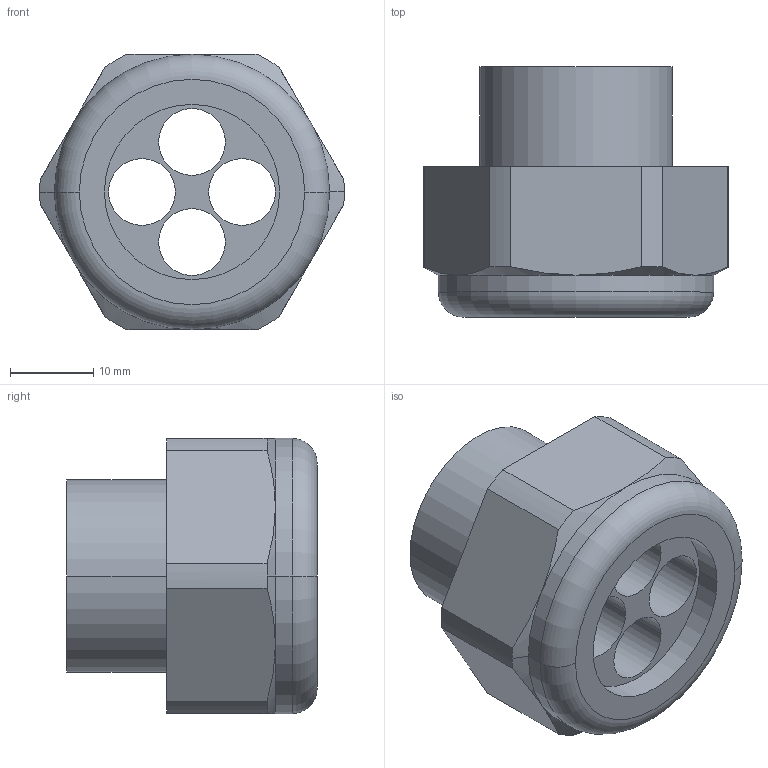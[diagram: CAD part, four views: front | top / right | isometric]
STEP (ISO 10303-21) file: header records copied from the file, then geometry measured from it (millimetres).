
FILE_DESCRIPTION(('Creo Elements/Direct Modeling STEP Export'),'2;1');
FILE_NAME('model.stp','2020-11-02T 7:24:31',(''),(''),'Creo Elements/Direct Modeling STEP processor for AP214 (Solid Model)','Creo Elements/Direct Modeling 20.1A 29-Sep-2018 (C) Parametric Technology GmbH','');
FILE_SCHEMA(('AUTOMOTIVE_DESIGN { 1 0 10303 214 1 1 1 1 }'));
Length unit declared in the file: millimetre
Products named in the file (2): VC-K-KV-PG21_4X8
Assembly tree (1 placements, depth 2):
  VC-K-KV-PG21_4X8
    VC-K-KV-PG21_4X8
Bounding box: 36.5 x 30 x 33 mm (x, y, z)
Volume: 12925.1 mm3; surface area: 9215.4 mm2
Topology: 1 solids, 1 shells, 46 faces, 115 edges, 75 vertices
Faces by surface type: cylinder 24, plane 12, cone 8, torus 2
Entity records: 2024 total; most frequent: CARTESIAN_POINT 629, ORIENTED_EDGE 230, DIRECTION 170, EDGE_CURVE 115, VERTEX_POINT 75, AXIS2_PLACEMENT_3D 66, EDGE_LOOP 58, COLOUR_RGB 47
